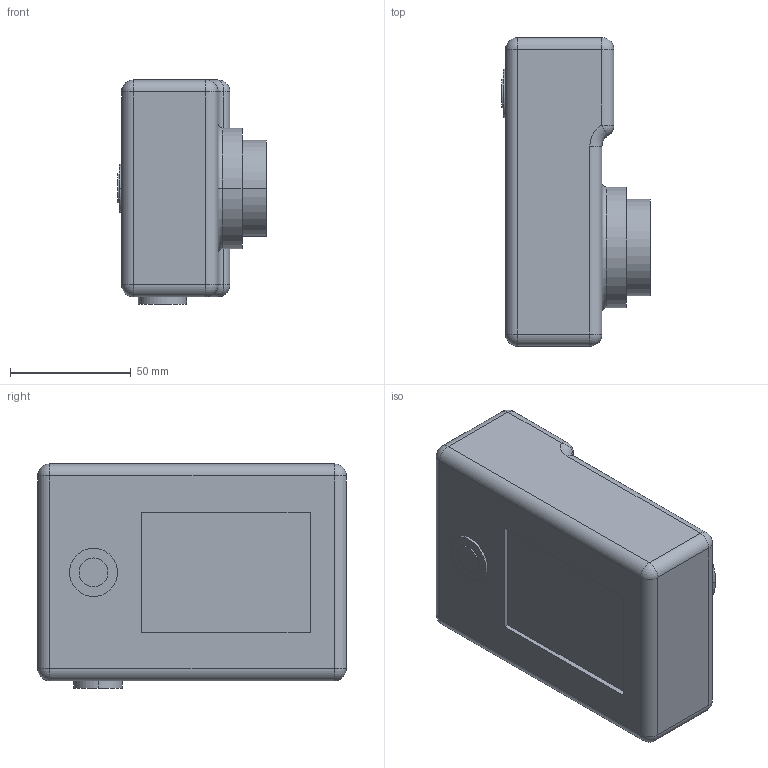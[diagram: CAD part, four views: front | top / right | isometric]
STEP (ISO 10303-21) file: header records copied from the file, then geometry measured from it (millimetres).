
FILE_DESCRIPTION (( 'STEP AP203' ), '1' );
FILE_NAME ('Tool_Default_sldprt.STEP', '2017-07-20T02:37:02', ( '' ), ( '' ), 'SwSTEP 2.0', 'SolidWorks 2017', '' );
FILE_SCHEMA (( 'CONFIG_CONTROL_DESIGN' ));
Length unit declared in the file: millimetre
Products named in the file (1): Tool_Default_sldprt
Bounding box: 61.5 x 128 x 93 mm (x, y, z)
Volume: 496628.8 mm3; surface area: 43137 mm2
Topology: 1 solids, 1 shells, 63 faces, 133 edges, 72 vertices
Faces by surface type: cylinder 30, plane 19, sphere 10, torus 4
Entity records: 1692 total; most frequent: DIRECTION 321, CARTESIAN_POINT 261, ORIENTED_EDGE 250, AXIS2_PLACEMENT_3D 132, EDGE_CURVE 125, VERTEX_POINT 72, EDGE_LOOP 71, CIRCLE 68
